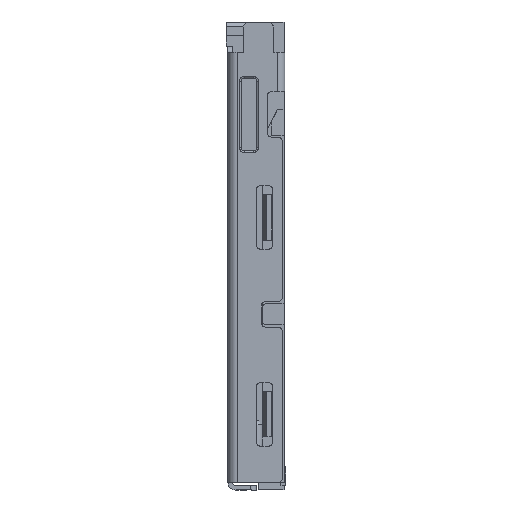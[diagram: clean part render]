
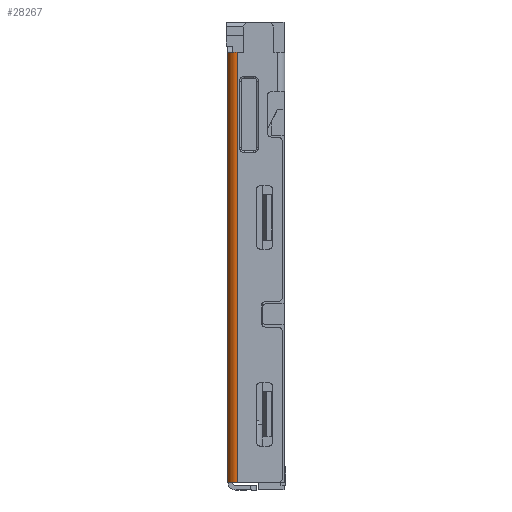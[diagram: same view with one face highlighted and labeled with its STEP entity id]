
A CAD part, left-side view. The second image highlights one B-rep face of the part: STEP entity #28267.
In plain terms, the highlighted cylindrical face has radius 0.3 mm (diameter 0.6 mm), a partial arc.
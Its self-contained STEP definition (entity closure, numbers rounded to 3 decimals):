
#2241=LINE('',#40695,#4436);
#2242=LINE('',#40699,#4437);
#4436=VECTOR('',#33556,1000.);
#4437=VECTOR('',#33559,1000.);
#7420=ORIENTED_EDGE('',*,*,#12212,.F.);
#7421=ORIENTED_EDGE('',*,*,#13214,.T.);
#7422=ORIENTED_EDGE('',*,*,#13215,.T.);
#7423=ORIENTED_EDGE('',*,*,#13216,.T.);
#12212=EDGE_CURVE('',#15234,#15235,#16697,.T.);
#13214=EDGE_CURVE('',#15234,#15990,#2241,.T.);
#13215=EDGE_CURVE('',#15990,#15991,#16916,.T.);
#13216=EDGE_CURVE('',#15991,#15235,#2242,.T.);
#15234=VERTEX_POINT('',#38210);
#15235=VERTEX_POINT('',#38212);
#15990=VERTEX_POINT('',#40696);
#15991=VERTEX_POINT('',#40698);
#16697=CIRCLE('',#29310,0.3);
#16916=CIRCLE('',#29777,0.3);
#17609=EDGE_LOOP('',(#7420,#7421,#7422,#7423));
#18814=FACE_BOUND('',#17609,.T.);
#19734=CYLINDRICAL_SURFACE('',#29776,0.3);
#28267=ADVANCED_FACE('',(#18814),#19734,.T.);
#29310=AXIS2_PLACEMENT_3D('',#38211,#31900,#31901);
#29776=AXIS2_PLACEMENT_3D('',#40694,#33554,#33555);
#29777=AXIS2_PLACEMENT_3D('',#40697,#33557,#33558);
#31900=DIRECTION('',(0.,1.,0.));
#31901=DIRECTION('',(0.,0.,1.));
#33554=DIRECTION('',(0.,1.,0.));
#33555=DIRECTION('',(0.,0.,-1.));
#33556=DIRECTION('',(0.,-1.,0.));
#33557=DIRECTION('',(0.,1.,0.));
#33558=DIRECTION('',(0.,0.,-1.));
#33559=DIRECTION('',(0.,1.,0.));
#38210=CARTESIAN_POINT('',(0.3,15.2,3.5));
#38211=CARTESIAN_POINT('',(0.3,15.2,3.8));
#38212=CARTESIAN_POINT('',(0.,15.2,3.8));
#40694=CARTESIAN_POINT('',(0.3,15.484,3.8));
#40695=CARTESIAN_POINT('',(0.3,15.484,3.5));
#40696=CARTESIAN_POINT('',(0.3,1.,3.5));
#40697=CARTESIAN_POINT('',(0.3,1.,3.8));
#40698=CARTESIAN_POINT('',(0.,1.,3.8));
#40699=CARTESIAN_POINT('',(0.,7.6,3.8));
